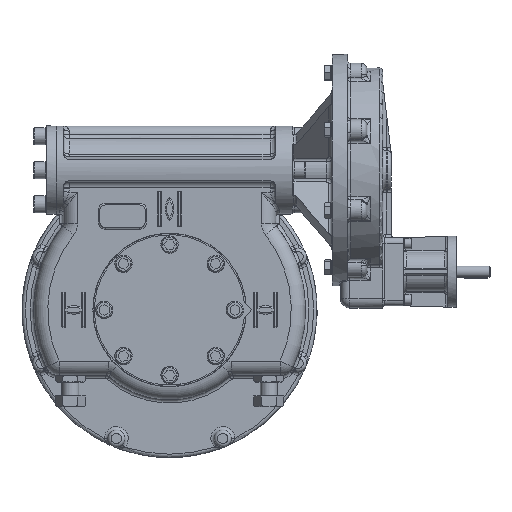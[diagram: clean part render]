
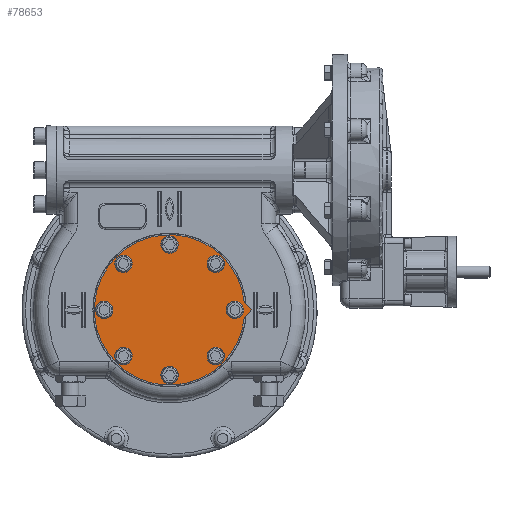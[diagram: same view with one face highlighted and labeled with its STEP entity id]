
A CAD part, top view. The second image highlights one B-rep face of the part: STEP entity #78653.
In plain terms, the highlighted planar face has unit normal (0, 0, 1).
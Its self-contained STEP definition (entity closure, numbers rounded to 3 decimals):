
#5536=LINE('',#124046,#13626);
#5537=LINE('',#124048,#13627);
#13626=VECTOR('',#95150,1000.);
#13627=VECTOR('',#95151,1000.);
#20314=PLANE('',#83902);
#31604=ORIENTED_EDGE('',*,*,#46277,.F.);
#31605=ORIENTED_EDGE('',*,*,#46300,.F.);
#31606=ORIENTED_EDGE('',*,*,#46323,.F.);
#31607=ORIENTED_EDGE('',*,*,#46346,.F.);
#31608=ORIENTED_EDGE('',*,*,#46369,.F.);
#31609=ORIENTED_EDGE('',*,*,#46392,.F.);
#31610=ORIENTED_EDGE('',*,*,#50593,.F.);
#31611=ORIENTED_EDGE('',*,*,#50594,.F.);
#31612=ORIENTED_EDGE('',*,*,#50595,.F.);
#31613=ORIENTED_EDGE('',*,*,#50596,.F.);
#31614=ORIENTED_EDGE('',*,*,#50597,.F.);
#46277=EDGE_CURVE('',#57963,#57963,#65372,.T.);
#46300=EDGE_CURVE('',#57980,#57980,#65377,.T.);
#46323=EDGE_CURVE('',#57997,#57997,#65382,.T.);
#46346=EDGE_CURVE('',#58014,#58014,#65387,.T.);
#46369=EDGE_CURVE('',#58031,#58031,#65392,.T.);
#46392=EDGE_CURVE('',#58048,#58048,#65397,.T.);
#50593=EDGE_CURVE('',#60684,#60684,#66087,.T.);
#50594=EDGE_CURVE('',#60685,#60685,#66088,.T.);
#50595=EDGE_CURVE('',#60686,#60687,#66089,.T.);
#50596=EDGE_CURVE('',#60688,#60686,#5536,.T.);
#50597=EDGE_CURVE('',#60687,#60688,#5537,.T.);
#57963=VERTEX_POINT('',#107438);
#57980=VERTEX_POINT('',#107490);
#57997=VERTEX_POINT('',#107542);
#58014=VERTEX_POINT('',#107594);
#58031=VERTEX_POINT('',#107646);
#58048=VERTEX_POINT('',#107698);
#60684=VERTEX_POINT('',#124040);
#60685=VERTEX_POINT('',#124042);
#60686=VERTEX_POINT('',#124044);
#60687=VERTEX_POINT('',#124045);
#60688=VERTEX_POINT('',#124047);
#65372=CIRCLE('',#81547,15.35);
#65377=CIRCLE('',#81564,15.35);
#65382=CIRCLE('',#81581,15.35);
#65387=CIRCLE('',#81598,15.35);
#65392=CIRCLE('',#81615,15.35);
#65397=CIRCLE('',#81632,15.35);
#66087=CIRCLE('',#83903,15.35);
#66088=CIRCLE('',#83904,15.35);
#66089=CIRCLE('',#83905,132.5);
#68712=EDGE_LOOP('',(#31604));
#68713=EDGE_LOOP('',(#31605));
#68714=EDGE_LOOP('',(#31606));
#68715=EDGE_LOOP('',(#31607));
#68716=EDGE_LOOP('',(#31608));
#68717=EDGE_LOOP('',(#31609));
#68718=EDGE_LOOP('',(#31610));
#68719=EDGE_LOOP('',(#31611));
#68720=EDGE_LOOP('',(#31612,#31613,#31614));
#73581=FACE_BOUND('',#68712,.T.);
#73582=FACE_BOUND('',#68713,.T.);
#73583=FACE_BOUND('',#68714,.T.);
#73584=FACE_BOUND('',#68715,.T.);
#73585=FACE_BOUND('',#68716,.T.);
#73586=FACE_BOUND('',#68717,.T.);
#73587=FACE_BOUND('',#68718,.T.);
#73588=FACE_BOUND('',#68719,.T.);
#73589=FACE_BOUND('',#68720,.T.);
#78653=ADVANCED_FACE('',(#73581,#73582,#73583,#73584,#73585,#73586,#73587,
#73588,#73589),#20314,.F.);
#81547=AXIS2_PLACEMENT_3D('',#107437,#87669,#87670);
#81564=AXIS2_PLACEMENT_3D('',#107489,#87721,#87722);
#81581=AXIS2_PLACEMENT_3D('',#107541,#87773,#87774);
#81598=AXIS2_PLACEMENT_3D('',#107593,#87825,#87826);
#81615=AXIS2_PLACEMENT_3D('',#107645,#87877,#87878);
#81632=AXIS2_PLACEMENT_3D('',#107697,#87929,#87930);
#83902=AXIS2_PLACEMENT_3D('',#124038,#95142,#95143);
#83903=AXIS2_PLACEMENT_3D('',#124039,#95144,#95145);
#83904=AXIS2_PLACEMENT_3D('',#124041,#95146,#95147);
#83905=AXIS2_PLACEMENT_3D('',#124043,#95148,#95149);
#87669=DIRECTION('',(0.,0.,1.));
#87670=DIRECTION('',(0.924,0.383,0.));
#87721=DIRECTION('',(0.,0.,1.));
#87722=DIRECTION('',(0.382,0.924,0.));
#87773=DIRECTION('',(0.,0.,1.));
#87774=DIRECTION('',(0.383,-0.924,0.));
#87825=DIRECTION('',(0.,0.,1.));
#87826=DIRECTION('',(0.924,-0.382,0.));
#87877=DIRECTION('',(0.,0.,1.));
#87878=DIRECTION('',(-0.383,0.924,0.));
#87929=DIRECTION('',(0.,0.,1.));
#87930=DIRECTION('',(-0.924,0.382,0.));
#95142=DIRECTION('',(0.,0.,-1.));
#95143=DIRECTION('',(-1.,0.,0.));
#95144=DIRECTION('',(0.,0.,1.));
#95145=DIRECTION('',(-0.382,-0.924,0.));
#95146=DIRECTION('',(0.,0.,1.));
#95147=DIRECTION('',(-0.924,-0.383,0.));
#95148=DIRECTION('',(0.,0.,-1.));
#95149=DIRECTION('',(1.,0.,0.));
#95150=DIRECTION('',(-0.707,-0.707,0.));
#95151=DIRECTION('',(0.707,-0.707,0.));
#107437=CARTESIAN_POINT('',(-115.,0.,132.9));
#107438=CARTESIAN_POINT('',(-100.821,5.88,132.9));
#107489=CARTESIAN_POINT('',(-81.317,-81.317,132.9));
#107490=CARTESIAN_POINT('',(-75.449,-67.133,132.9));
#107541=CARTESIAN_POINT('',(0.,115.,132.9));
#107542=CARTESIAN_POINT('',(5.88,100.821,132.9));
#107593=CARTESIAN_POINT('',(-81.317,81.317,132.9));
#107594=CARTESIAN_POINT('',(-67.133,75.449,132.9));
#107645=CARTESIAN_POINT('',(0.,-115.,132.9));
#107646=CARTESIAN_POINT('',(-5.88,-100.821,132.9));
#107697=CARTESIAN_POINT('',(81.317,-81.317,132.9));
#107698=CARTESIAN_POINT('',(67.133,-75.449,132.9));
#124038=CARTESIAN_POINT('',(0.,0.,132.9));
#124039=CARTESIAN_POINT('',(81.317,81.317,132.9));
#124040=CARTESIAN_POINT('',(75.449,67.133,132.9));
#124041=CARTESIAN_POINT('',(115.,0.,132.9));
#124042=CARTESIAN_POINT('',(100.821,-5.88,132.9));
#124043=CARTESIAN_POINT('',(0.,0.,132.9));
#124044=CARTESIAN_POINT('',(131.845,-13.155,132.9));
#124045=CARTESIAN_POINT('',(131.845,13.155,132.9));
#124046=CARTESIAN_POINT('',(145.,0.,132.9));
#124047=CARTESIAN_POINT('',(145.,0.,132.9));
#124048=CARTESIAN_POINT('',(131.845,13.155,132.9));
